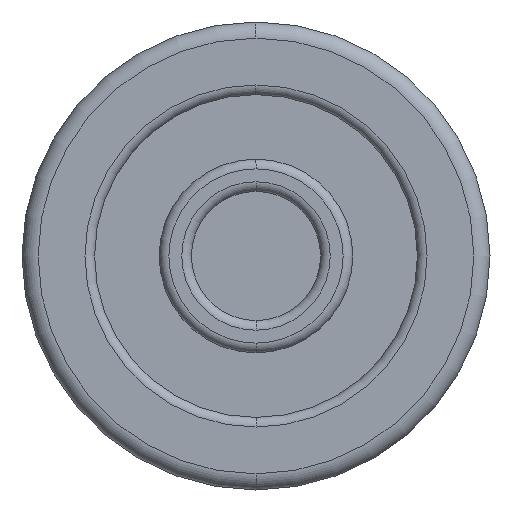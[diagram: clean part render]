
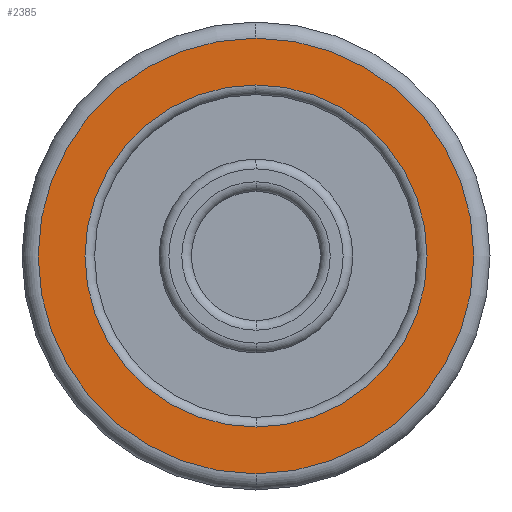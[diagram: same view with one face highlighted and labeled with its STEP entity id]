
A CAD part, left-side view. The second image highlights one B-rep face of the part: STEP entity #2385.
In plain terms, the highlighted planar face has unit normal (-1, 0, 0).
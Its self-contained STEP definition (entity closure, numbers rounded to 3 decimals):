
#21 = EDGE_CURVE('',#22,#24,#26,.T.);
#22 = VERTEX_POINT('',#23);
#23 = CARTESIAN_POINT('',(0.,0.,6.75));
#24 = VERTEX_POINT('',#25);
#25 = CARTESIAN_POINT('',(0.,0.,-6.75));
#26 = CIRCLE('',#27,6.75);
#27 = AXIS2_PLACEMENT_3D('',#28,#29,#30);
#28 = CARTESIAN_POINT('',(0.,0.,0.));
#29 = DIRECTION('',(-1.,-0.,-0.));
#30 = DIRECTION('',(0.,0.,-1.));
#165 = VERTEX_POINT('',#166);
#166 = CARTESIAN_POINT('',(-0.,0.,5.3));
#173 = EDGE_CURVE('',#174,#165,#176,.T.);
#174 = VERTEX_POINT('',#175);
#175 = CARTESIAN_POINT('',(-0.,0.,-5.3));
#176 = CIRCLE('',#177,5.3);
#177 = AXIS2_PLACEMENT_3D('',#178,#179,#180);
#178 = CARTESIAN_POINT('',(0.,0.,0.));
#179 = DIRECTION('',(1.,0.,0.));
#180 = DIRECTION('',(0.,0.,-1.));
#2385 = ADVANCED_FACE('',(#2386,#2396),#2406,.F.);
#2386 = FACE_BOUND('',#2387,.T.);
#2387 = EDGE_LOOP('',(#2388,#2395));
#2388 = ORIENTED_EDGE('',*,*,#2389,.T.);
#2389 = EDGE_CURVE('',#24,#22,#2390,.T.);
#2390 = CIRCLE('',#2391,6.75);
#2391 = AXIS2_PLACEMENT_3D('',#2392,#2393,#2394);
#2392 = CARTESIAN_POINT('',(0.,0.,0.));
#2393 = DIRECTION('',(-1.,-0.,-0.));
#2394 = DIRECTION('',(0.,0.,-1.));
#2395 = ORIENTED_EDGE('',*,*,#21,.T.);
#2396 = FACE_BOUND('',#2397,.T.);
#2397 = EDGE_LOOP('',(#2398,#2399));
#2398 = ORIENTED_EDGE('',*,*,#173,.T.);
#2399 = ORIENTED_EDGE('',*,*,#2400,.T.);
#2400 = EDGE_CURVE('',#165,#174,#2401,.T.);
#2401 = CIRCLE('',#2402,5.3);
#2402 = AXIS2_PLACEMENT_3D('',#2403,#2404,#2405);
#2403 = CARTESIAN_POINT('',(0.,0.,0.));
#2404 = DIRECTION('',(1.,0.,0.));
#2405 = DIRECTION('',(0.,0.,-1.));
#2406 = PLANE('',#2407);
#2407 = AXIS2_PLACEMENT_3D('',#2408,#2409,#2410);
#2408 = CARTESIAN_POINT('',(0.,0.,0.));
#2409 = DIRECTION('',(1.,0.,0.));
#2410 = DIRECTION('',(0.,0.,-1.));
